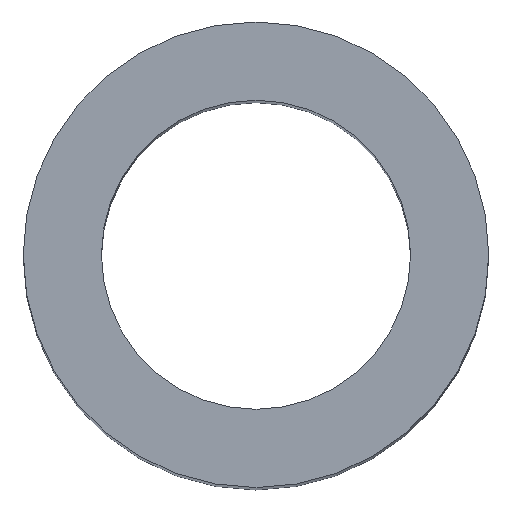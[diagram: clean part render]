
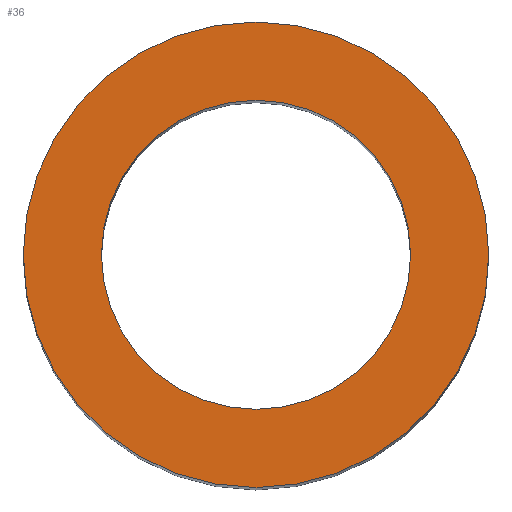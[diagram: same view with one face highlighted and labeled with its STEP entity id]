
A CAD part, top view. The second image highlights one B-rep face of the part: STEP entity #36.
In plain terms, the highlighted planar face has unit normal (0, 0, 1).
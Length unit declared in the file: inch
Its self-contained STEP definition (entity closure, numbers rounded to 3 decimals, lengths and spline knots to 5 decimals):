
#11 = CARTESIAN_POINT ( 'NONE',  ( 0., 0., 0.375 ) ) ;
#24 = VERTEX_POINT ( 'NONE', #220 ) ;
#34 = CIRCLE ( 'NONE', #172, 0.125 ) ;
#36 = ADVANCED_FACE ( 'NONE', ( #158, #223 ), #200, .T. ) ;
#44 = CIRCLE ( 'NONE', #103, 0.125 ) ;
#45 = CARTESIAN_POINT ( 'NONE',  ( 0., 0., 0.375 ) ) ;
#59 = DIRECTION ( 'NONE',  ( 1., 0., 0. ) ) ;
#62 = AXIS2_PLACEMENT_3D ( 'NONE', #11, #87, #164 ) ;
#76 = CARTESIAN_POINT ( 'NONE',  ( 0., 0., 0.375 ) ) ;
#87 = DIRECTION ( 'NONE',  ( 0., 0., 1. ) ) ;
#93 = CARTESIAN_POINT ( 'NONE',  ( 0., 0., 0.375 ) ) ;
#100 = VERTEX_POINT ( 'NONE', #113 ) ;
#101 = DIRECTION ( 'NONE',  ( 1., 0., 0. ) ) ;
#102 = DIRECTION ( 'NONE',  ( 1., 0., 0. ) ) ;
#103 = AXIS2_PLACEMENT_3D ( 'NONE', #124, #125, #102 ) ;
#109 = EDGE_CURVE ( 'NONE', #181, #24, #34, .T. ) ;
#113 = CARTESIAN_POINT ( 'NONE',  ( 0.083, 0., 0.375 ) ) ;
#124 = CARTESIAN_POINT ( 'NONE',  ( 0., 0., 0.375 ) ) ;
#125 = DIRECTION ( 'NONE',  ( 0., 0., 1. ) ) ;
#130 = EDGE_CURVE ( 'NONE', #100, #134, #166, .T. ) ;
#133 = DIRECTION ( 'NONE',  ( 0., 0., 1. ) ) ;
#134 = VERTEX_POINT ( 'NONE', #173 ) ;
#137 = EDGE_LOOP ( 'NONE', ( #227, #216 ) ) ;
#139 = DIRECTION ( 'NONE',  ( 0., 0., 1. ) ) ;
#158 = FACE_OUTER_BOUND ( 'NONE', #137, .T. ) ;
#164 = DIRECTION ( 'NONE',  ( 1., 0., 0. ) ) ;
#166 = CIRCLE ( 'NONE', #218, 0.083 ) ;
#169 = EDGE_CURVE ( 'NONE', #24, #181, #44, .T. ) ;
#172 = AXIS2_PLACEMENT_3D ( 'NONE', #76, #133, #250 ) ;
#173 = CARTESIAN_POINT ( 'NONE',  ( -0.083, 0., 0.375 ) ) ;
#177 = EDGE_LOOP ( 'NONE', ( #191, #214 ) ) ;
#181 = VERTEX_POINT ( 'NONE', #222 ) ;
#185 = EDGE_CURVE ( 'NONE', #134, #100, #237, .T. ) ;
#191 = ORIENTED_EDGE ( 'NONE', *, *, #185, .F. ) ;
#200 = PLANE ( 'NONE',  #251 ) ;
#214 = ORIENTED_EDGE ( 'NONE', *, *, #130, .F. ) ;
#216 = ORIENTED_EDGE ( 'NONE', *, *, #169, .T. ) ;
#218 = AXIS2_PLACEMENT_3D ( 'NONE', #93, #228, #59 ) ;
#220 = CARTESIAN_POINT ( 'NONE',  ( 0.125, 0., 0.375 ) ) ;
#222 = CARTESIAN_POINT ( 'NONE',  ( -0.125, 0., 0.375 ) ) ;
#223 = FACE_BOUND ( 'NONE', #177, .T. ) ;
#227 = ORIENTED_EDGE ( 'NONE', *, *, #109, .T. ) ;
#228 = DIRECTION ( 'NONE',  ( 0., 0., 1. ) ) ;
#237 = CIRCLE ( 'NONE', #62, 0.083 ) ;
#250 = DIRECTION ( 'NONE',  ( 1., 0., 0. ) ) ;
#251 = AXIS2_PLACEMENT_3D ( 'NONE', #45, #139, #101 ) ;
